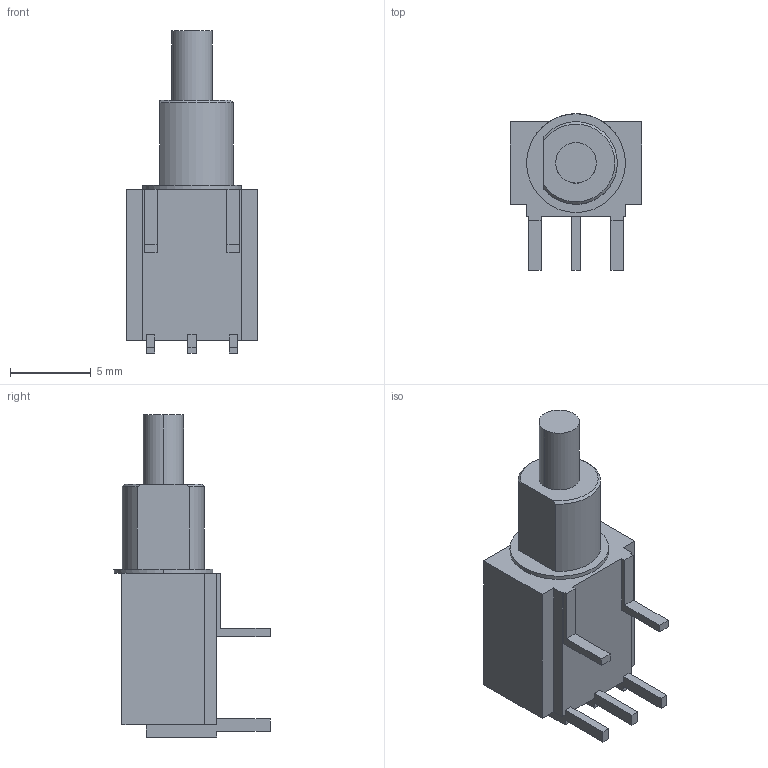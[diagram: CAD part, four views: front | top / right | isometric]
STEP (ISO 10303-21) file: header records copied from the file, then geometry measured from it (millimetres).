
FILE_DESCRIPTION (( 'STEP AP214' ), '1' );
FILE_NAME ('push button v2.STEP', '2020-10-06T23:04:45', ( '' ), ( '' ), 'SwSTEP 2.0', 'SolidWorks 2017', '' );
FILE_SCHEMA (( 'AUTOMOTIVE_DESIGN' ));
Length unit declared in the file: millimetre
Products named in the file (1): push button v2
Bounding box: 8.1 x 9.65 x 19.9 mm (x, y, z)
Volume: 571.1 mm3; surface area: 542.2 mm2
Topology: 1 solids, 1 shells, 58 faces, 160 edges, 106 vertices
Faces by surface type: plane 51, cylinder 6, cone 1
Entity records: 1859 total; most frequent: CARTESIAN_POINT 331, ORIENTED_EDGE 320, DIRECTION 291, EDGE_CURVE 160, LINE 143, VECTOR 143, VERTEX_POINT 106, AXIS2_PLACEMENT_3D 74
